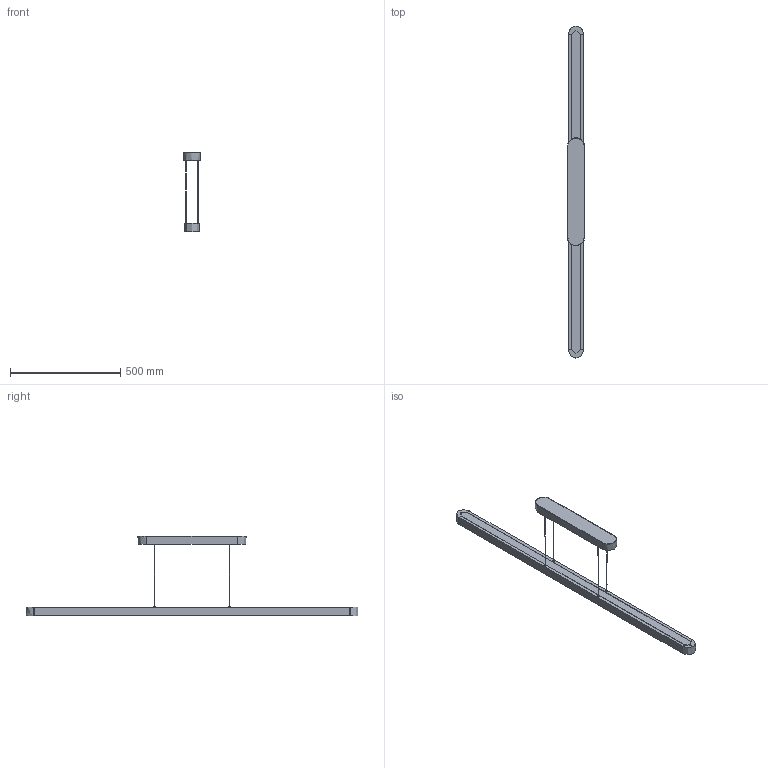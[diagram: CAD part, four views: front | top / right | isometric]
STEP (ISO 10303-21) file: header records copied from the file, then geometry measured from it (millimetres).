
FILE_DESCRIPTION(/* description */ (''),/* implementation_level */ '2;1');
FILE_NAME(/* name */ 'Talo - Led - Suspension - 150',/* time_stamp */ '2026-03-13T10:51:28+01:00',/* author */ (''),/* organization */ (''),/* preprocessor_version */ 'ST-DEVELOPER v16.5',/* originating_system */ 'Rhino 7.38',/* authorisation */ '');
FILE_SCHEMA (('CONFIG_CONTROL_DESIGN'));
Length unit declared in the file: millimetre
Products named in the file (1): Document
Bounding box: 78 x 1505 x 362 mm (x, y, z)
Volume: 2292444 mm3; surface area: 812893.2 mm2
Topology: 9 solids, 24 shells, 266 faces, 650 edges, 425 vertices
Faces by surface type: plane 99, bspline 89, cylinder 78
Entity records: 11585 total; most frequent: CARTESIAN_POINT 7420, ORIENTED_EDGE 1222, EDGE_CURVE 650, VERTEX_POINT 425, B_SPLINE_CURVE_WITH_KNOTS 326, EDGE_LOOP 299, ADVANCED_FACE 266, FACE_OUTER_BOUND 266
